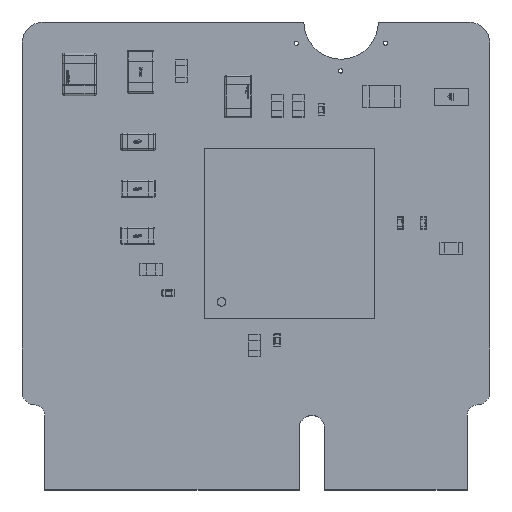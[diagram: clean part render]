
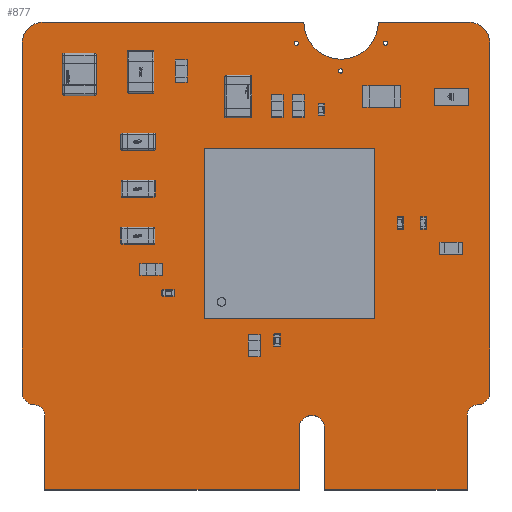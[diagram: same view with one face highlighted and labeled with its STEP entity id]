
A CAD part, top view. The second image highlights one B-rep face of the part: STEP entity #877.
In plain terms, the highlighted planar face has unit normal (0, 0, 1).
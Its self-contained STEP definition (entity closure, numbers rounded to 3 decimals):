
#176 = VERTEX_POINT('',#177);
#177 = CARTESIAN_POINT('',(85.909,41.402,1.42));
#183 = EDGE_CURVE('',#176,#184,#186,.T.);
#184 = VERTEX_POINT('',#185);
#185 = CARTESIAN_POINT('',(97.859,41.402,1.42));
#186 = LINE('',#187,#188);
#187 = CARTESIAN_POINT('',(85.909,41.402,1.42));
#188 = VECTOR('',#189,1.);
#189 = DIRECTION('',(1.,0.,0.));
#214 = EDGE_CURVE('',#184,#215,#217,.T.);
#215 = VERTEX_POINT('',#216);
#216 = CARTESIAN_POINT('',(97.859,44.302,1.42));
#217 = LINE('',#218,#219);
#218 = CARTESIAN_POINT('',(97.859,41.402,1.42));
#219 = VECTOR('',#220,1.);
#220 = DIRECTION('',(0.,1.,0.));
#245 = EDGE_CURVE('',#215,#246,#248,.T.);
#246 = VERTEX_POINT('',#247);
#247 = CARTESIAN_POINT('',(99.059,44.302,1.42));
#248 = CIRCLE('',#249,0.6);
#249 = AXIS2_PLACEMENT_3D('',#250,#251,#252);
#250 = CARTESIAN_POINT('',(98.459,44.302,1.42));
#251 = DIRECTION('',(0.,0.,-1.));
#252 = DIRECTION('',(-1.,0.,0.));
#278 = EDGE_CURVE('',#246,#279,#281,.T.);
#279 = VERTEX_POINT('',#280);
#280 = CARTESIAN_POINT('',(99.059,41.402,1.42));
#281 = LINE('',#282,#283);
#282 = CARTESIAN_POINT('',(99.059,44.302,1.42));
#283 = VECTOR('',#284,1.);
#284 = DIRECTION('',(0.,-1.,0.));
#309 = EDGE_CURVE('',#279,#310,#312,.T.);
#310 = VERTEX_POINT('',#311);
#311 = CARTESIAN_POINT('',(105.759,41.402,1.42));
#312 = LINE('',#313,#314);
#313 = CARTESIAN_POINT('',(99.059,41.402,1.42));
#314 = VECTOR('',#315,1.);
#315 = DIRECTION('',(1.,0.,0.));
#340 = EDGE_CURVE('',#310,#341,#343,.T.);
#341 = VERTEX_POINT('',#342);
#342 = CARTESIAN_POINT('',(105.759,44.902,1.42));
#343 = LINE('',#344,#345);
#344 = CARTESIAN_POINT('',(105.759,41.402,1.42));
#345 = VECTOR('',#346,1.);
#346 = DIRECTION('',(0.,1.,0.));
#371 = EDGE_CURVE('',#341,#372,#374,.T.);
#372 = VERTEX_POINT('',#373);
#373 = CARTESIAN_POINT('',(106.234,45.402,1.42));
#374 = CIRCLE('',#375,0.511);
#375 = AXIS2_PLACEMENT_3D('',#376,#377,#378);
#376 = CARTESIAN_POINT('',(106.269,44.893,1.42));
#377 = DIRECTION('',(0.,0.,-1.));
#378 = DIRECTION('',(-1.,0.018,0.));
#404 = EDGE_CURVE('',#372,#405,#407,.T.);
#405 = VERTEX_POINT('',#406);
#406 = CARTESIAN_POINT('',(106.834,46.002,1.42));
#407 = CIRCLE('',#408,0.617);
#408 = AXIS2_PLACEMENT_3D('',#409,#410,#411);
#409 = CARTESIAN_POINT('',(106.217,46.019,1.42));
#410 = DIRECTION('',(0.,0.,1.));
#411 = DIRECTION('',(0.027,-1.,0.));
#437 = EDGE_CURVE('',#405,#438,#440,.T.);
#438 = VERTEX_POINT('',#439);
#439 = CARTESIAN_POINT('',(106.834,62.402,1.42));
#440 = LINE('',#441,#442);
#441 = CARTESIAN_POINT('',(106.834,46.002,1.42));
#442 = VECTOR('',#443,1.);
#443 = DIRECTION('',(0.,1.,0.));
#468 = EDGE_CURVE('',#438,#469,#471,.T.);
#469 = VERTEX_POINT('',#470);
#470 = CARTESIAN_POINT('',(105.834,63.402,1.42));
#471 = CIRCLE('',#472,1.025);
#472 = AXIS2_PLACEMENT_3D('',#473,#474,#475);
#473 = CARTESIAN_POINT('',(105.809,62.377,1.42));
#474 = DIRECTION('',(0.,0.,1.));
#475 = DIRECTION('',(1.,0.024,0.));
#501 = EDGE_CURVE('',#469,#502,#504,.T.);
#502 = VERTEX_POINT('',#503);
#503 = CARTESIAN_POINT('',(101.584,63.402,1.42));
#504 = LINE('',#505,#506);
#505 = CARTESIAN_POINT('',(105.834,63.402,1.42));
#506 = VECTOR('',#507,1.);
#507 = DIRECTION('',(-1.,0.,0.));
#532 = EDGE_CURVE('',#502,#533,#535,.T.);
#533 = VERTEX_POINT('',#534);
#534 = CARTESIAN_POINT('',(98.084,63.402,1.42));
#535 = CIRCLE('',#536,1.75);
#536 = AXIS2_PLACEMENT_3D('',#537,#538,#539);
#537 = CARTESIAN_POINT('',(99.834,63.402,1.42));
#538 = DIRECTION('',(0.,0.,-1.));
#539 = DIRECTION('',(1.,0.,0.));
#565 = EDGE_CURVE('',#533,#566,#568,.T.);
#566 = VERTEX_POINT('',#567);
#567 = CARTESIAN_POINT('',(85.834,63.402,1.42));
#568 = LINE('',#569,#570);
#569 = CARTESIAN_POINT('',(98.084,63.402,1.42));
#570 = VECTOR('',#571,1.);
#571 = DIRECTION('',(-1.,0.,0.));
#596 = EDGE_CURVE('',#566,#597,#599,.T.);
#597 = VERTEX_POINT('',#598);
#598 = CARTESIAN_POINT('',(84.834,62.402,1.42));
#599 = CIRCLE('',#600,1.025);
#600 = AXIS2_PLACEMENT_3D('',#601,#602,#603);
#601 = CARTESIAN_POINT('',(85.859,62.377,1.42));
#602 = DIRECTION('',(0.,0.,1.));
#603 = DIRECTION('',(-0.024,1.,0.));
#629 = EDGE_CURVE('',#597,#630,#632,.T.);
#630 = VERTEX_POINT('',#631);
#631 = CARTESIAN_POINT('',(84.834,46.002,1.42));
#632 = LINE('',#633,#634);
#633 = CARTESIAN_POINT('',(84.834,62.402,1.42));
#634 = VECTOR('',#635,1.);
#635 = DIRECTION('',(0.,-1.,0.));
#660 = EDGE_CURVE('',#630,#661,#663,.T.);
#661 = VERTEX_POINT('',#662);
#662 = CARTESIAN_POINT('',(85.434,45.402,1.42));
#663 = CIRCLE('',#664,0.615);
#664 = AXIS2_PLACEMENT_3D('',#665,#666,#667);
#665 = CARTESIAN_POINT('',(85.449,46.017,1.42));
#666 = DIRECTION('',(0.,0.,1.));
#667 = DIRECTION('',(-1.,-0.024,0.));
#693 = EDGE_CURVE('',#661,#694,#696,.T.);
#694 = VERTEX_POINT('',#695);
#695 = CARTESIAN_POINT('',(85.909,44.902,1.42));
#696 = CIRCLE('',#697,0.517);
#697 = AXIS2_PLACEMENT_3D('',#698,#699,#700);
#698 = CARTESIAN_POINT('',(85.393,44.887,1.42));
#699 = DIRECTION('',(0.,0.,-1.));
#700 = DIRECTION('',(0.08,0.997,0.));
#726 = EDGE_CURVE('',#694,#176,#727,.T.);
#727 = LINE('',#728,#729);
#728 = CARTESIAN_POINT('',(85.909,44.902,1.42));
#729 = VECTOR('',#730,1.);
#730 = DIRECTION('',(0.,-1.,0.));
#750 = VERTEX_POINT('',#751);
#751 = CARTESIAN_POINT('',(97.822,62.401,1.42));
#757 = EDGE_CURVE('',#750,#750,#758,.T.);
#758 = CIRCLE('',#759,0.1);
#759 = AXIS2_PLACEMENT_3D('',#760,#761,#762);
#760 = CARTESIAN_POINT('',(97.722,62.401,1.42));
#761 = DIRECTION('',(0.,0.,1.));
#762 = DIRECTION('',(1.,0.,0.));
#783 = VERTEX_POINT('',#784);
#784 = CARTESIAN_POINT('',(99.922,61.101,1.42));
#790 = EDGE_CURVE('',#783,#783,#791,.T.);
#791 = CIRCLE('',#792,0.1);
#792 = AXIS2_PLACEMENT_3D('',#793,#794,#795);
#793 = CARTESIAN_POINT('',(99.822,61.101,1.42));
#794 = DIRECTION('',(0.,0.,1.));
#795 = DIRECTION('',(1.,0.,0.));
#816 = VERTEX_POINT('',#817);
#817 = CARTESIAN_POINT('',(102.022,62.401,1.42));
#823 = EDGE_CURVE('',#816,#816,#824,.T.);
#824 = CIRCLE('',#825,0.1);
#825 = AXIS2_PLACEMENT_3D('',#826,#827,#828);
#826 = CARTESIAN_POINT('',(101.922,62.401,1.42));
#827 = DIRECTION('',(0.,0.,1.));
#828 = DIRECTION('',(1.,0.,0.));
#877 = ADVANCED_FACE('',(#878,#898,#901,#904),#907,.F.);
#878 = FACE_BOUND('',#879,.T.);
#879 = EDGE_LOOP('',(#880,#881,#882,#883,#884,#885,#886,#887,#888,#889,
    #890,#891,#892,#893,#894,#895,#896,#897));
#880 = ORIENTED_EDGE('',*,*,#183,.T.);
#881 = ORIENTED_EDGE('',*,*,#214,.T.);
#882 = ORIENTED_EDGE('',*,*,#245,.T.);
#883 = ORIENTED_EDGE('',*,*,#278,.T.);
#884 = ORIENTED_EDGE('',*,*,#309,.T.);
#885 = ORIENTED_EDGE('',*,*,#340,.T.);
#886 = ORIENTED_EDGE('',*,*,#371,.T.);
#887 = ORIENTED_EDGE('',*,*,#404,.T.);
#888 = ORIENTED_EDGE('',*,*,#437,.T.);
#889 = ORIENTED_EDGE('',*,*,#468,.T.);
#890 = ORIENTED_EDGE('',*,*,#501,.T.);
#891 = ORIENTED_EDGE('',*,*,#532,.T.);
#892 = ORIENTED_EDGE('',*,*,#565,.T.);
#893 = ORIENTED_EDGE('',*,*,#596,.T.);
#894 = ORIENTED_EDGE('',*,*,#629,.T.);
#895 = ORIENTED_EDGE('',*,*,#660,.T.);
#896 = ORIENTED_EDGE('',*,*,#693,.T.);
#897 = ORIENTED_EDGE('',*,*,#726,.T.);
#898 = FACE_BOUND('',#899,.F.);
#899 = EDGE_LOOP('',(#900));
#900 = ORIENTED_EDGE('',*,*,#757,.T.);
#901 = FACE_BOUND('',#902,.F.);
#902 = EDGE_LOOP('',(#903));
#903 = ORIENTED_EDGE('',*,*,#790,.T.);
#904 = FACE_BOUND('',#905,.F.);
#905 = EDGE_LOOP('',(#906));
#906 = ORIENTED_EDGE('',*,*,#823,.T.);
#907 = PLANE('',#908);
#908 = AXIS2_PLACEMENT_3D('',#909,#910,#911);
#909 = CARTESIAN_POINT('',(85.909,41.402,1.42));
#910 = DIRECTION('',(0.,0.,-1.));
#911 = DIRECTION('',(-1.,0.,0.));
